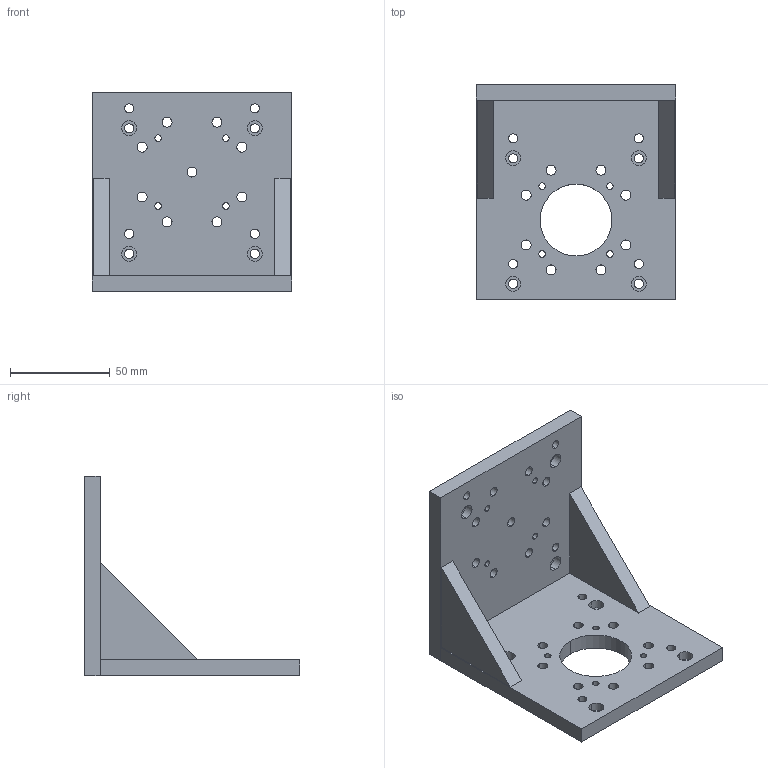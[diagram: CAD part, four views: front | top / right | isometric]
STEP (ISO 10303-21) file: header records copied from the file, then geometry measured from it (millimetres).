
FILE_DESCRIPTION (( 'STEP AP203' ), '1' );
FILE_NAME ('PHOB-1.STEP', '2022-07-20T08:56:15', ( '' ), ( '' ), 'SwSTEP 2.0', 'SolidWorks 2021', '' );
FILE_SCHEMA (( 'CONFIG_CONTROL_DESIGN' ));
Length unit declared in the file: millimetre
Products named in the file (1): PHOB-1
Bounding box: 100 x 108 x 100 mm (x, y, z)
Surface area: 55552.7 mm2 (no closed solid volume)
Topology: 0 solids, 21 shells, 314 faces, 1171 edges, 853 vertices
Faces by surface type: plane 140, cylinder 138, torus 22, cone 14
Entity records: 12631 total; most frequent: CARTESIAN_POINT 2325, DIRECTION 2211, ORIENTED_EDGE 1813, EDGE_CURVE 1157, VERTEX_POINT 853, AXIS2_PLACEMENT_3D 739, VECTOR 733, LINE 733
